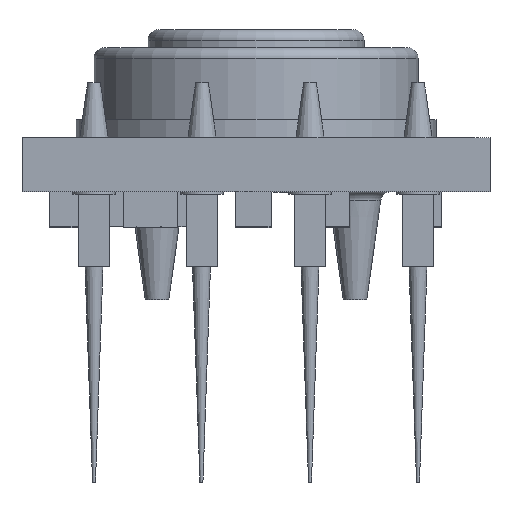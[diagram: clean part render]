
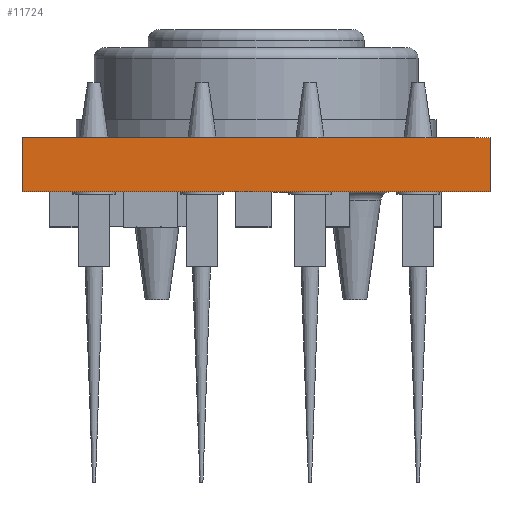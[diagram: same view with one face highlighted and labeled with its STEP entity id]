
A CAD part, front view. The second image highlights one B-rep face of the part: STEP entity #11724.
In plain terms, the highlighted planar face has unit normal (0, -1, 0).
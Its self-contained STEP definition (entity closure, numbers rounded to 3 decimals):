
#10567=CARTESIAN_POINT('',(0.,0.,1.5));
#10568=VERTEX_POINT('',#10567);
#10575=CARTESIAN_POINT('',(13.,0.,1.5));
#10576=VERTEX_POINT('',#10575);
#10577=CARTESIAN_POINT('',(0.,0.,1.5));
#10578=DIRECTION('',(1.,0.,-0.));
#10579=VECTOR('',#10578,13.);
#10580=LINE('',#10577,#10579);
#10581=EDGE_CURVE('',#10568,#10576,#10580,.T.);
#11676=CARTESIAN_POINT('',(0.,0.,0.));
#11677=VERTEX_POINT('',#11676);
#11684=CARTESIAN_POINT('',(0.,0.,1.5));
#11685=DIRECTION('',(0.,0.,-1.));
#11686=VECTOR('',#11685,1.5);
#11687=LINE('',#11684,#11686);
#11688=EDGE_CURVE('',#10568,#11677,#11687,.T.);
#11701=CARTESIAN_POINT('',(0.,0.,1.5));
#11702=DIRECTION('',(0.,1.,0.));
#11703=DIRECTION('',(0.,0.,1.));
#11704=AXIS2_PLACEMENT_3D('',#11701,#11702,#11703);
#11705=PLANE('',#11704);
#11706=CARTESIAN_POINT('',(13.,0.,0.));
#11707=VERTEX_POINT('',#11706);
#11708=CARTESIAN_POINT('',(0.,0.,0.));
#11709=DIRECTION('',(1.,0.,0.));
#11710=VECTOR('',#11709,13.);
#11711=LINE('',#11708,#11710);
#11712=EDGE_CURVE('',#11677,#11707,#11711,.T.);
#11713=ORIENTED_EDGE('',*,*,#11712,.T.);
#11714=CARTESIAN_POINT('',(13.,0.,1.5));
#11715=DIRECTION('',(0.,0.,-1.));
#11716=VECTOR('',#11715,1.5);
#11717=LINE('',#11714,#11716);
#11718=EDGE_CURVE('',#10576,#11707,#11717,.T.);
#11719=ORIENTED_EDGE('',*,*,#11718,.F.);
#11720=ORIENTED_EDGE('',*,*,#10581,.F.);
#11721=ORIENTED_EDGE('',*,*,#11688,.T.);
#11722=EDGE_LOOP('',(#11713,#11719,#11720,#11721));
#11723=FACE_BOUND('',#11722,.T.);
#11724=ADVANCED_FACE('',(#11723),#11705,.F.);
